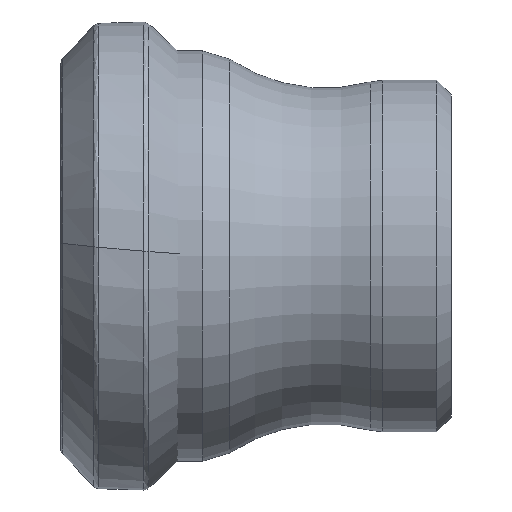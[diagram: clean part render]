
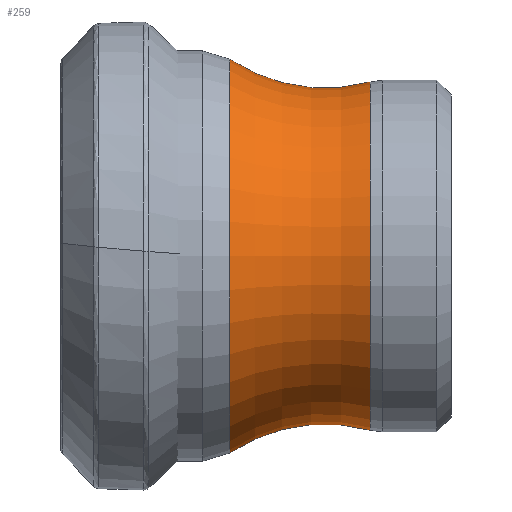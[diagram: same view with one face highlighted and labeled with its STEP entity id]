
A CAD part, top view. The second image highlights one B-rep face of the part: STEP entity #259.
In plain terms, the highlighted toroidal (fillet/blend) face has major radius 34.7 mm and minor radius 17.5 mm.
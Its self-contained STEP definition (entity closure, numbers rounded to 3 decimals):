
#53=TOROIDAL_SURFACE('',#844,34.7,17.5);
#78=FACE_BOUND('',#378,.T.);
#79=FACE_BOUND('',#379,.T.);
#259=ADVANCED_FACE('',(#78,#79),#53,.F.);
#378=EDGE_LOOP('',(#602));
#379=EDGE_LOOP('',(#603));
#455=CIRCLE('',#841,20.156);
#456=CIRCLE('',#843,17.822);
#602=ORIENTED_EDGE('',*,*,#743,.F.);
#603=ORIENTED_EDGE('',*,*,#744,.T.);
#663=VERTEX_POINT('',#1691);
#664=VERTEX_POINT('',#1694);
#743=EDGE_CURVE('',#663,#663,#455,.T.);
#744=EDGE_CURVE('',#664,#664,#456,.T.);
#841=AXIS2_PLACEMENT_3D('',#1690,#989,#990);
#843=AXIS2_PLACEMENT_3D('',#1693,#993,#994);
#844=AXIS2_PLACEMENT_3D('',#1695,#995,#996);
#989=DIRECTION('',(-1.,0.,0.));
#990=DIRECTION('',(0.,0.,1.));
#993=DIRECTION('',(-1.,0.,0.));
#994=DIRECTION('',(0.,0.,1.));
#995=DIRECTION('',(-1.,0.,0.));
#996=DIRECTION('',(0.,0.,1.));
#1690=CARTESIAN_POINT('',(17.322,0.,0.));
#1691=CARTESIAN_POINT('',(17.322,0.,20.156));
#1693=CARTESIAN_POINT('',(31.679,0.,0.));
#1694=CARTESIAN_POINT('',(31.679,0.,17.822));
#1695=CARTESIAN_POINT('',(27.054,0.,0.));
